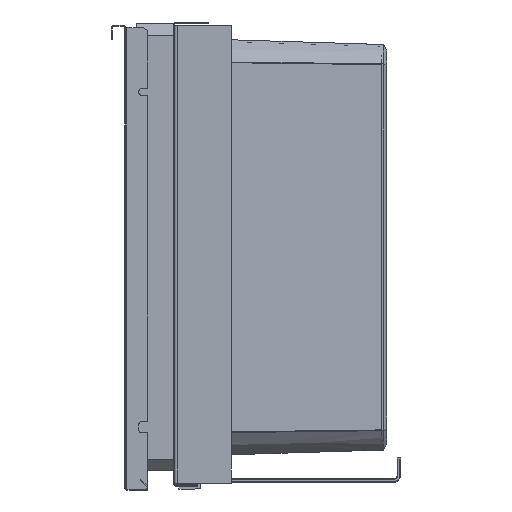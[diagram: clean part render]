
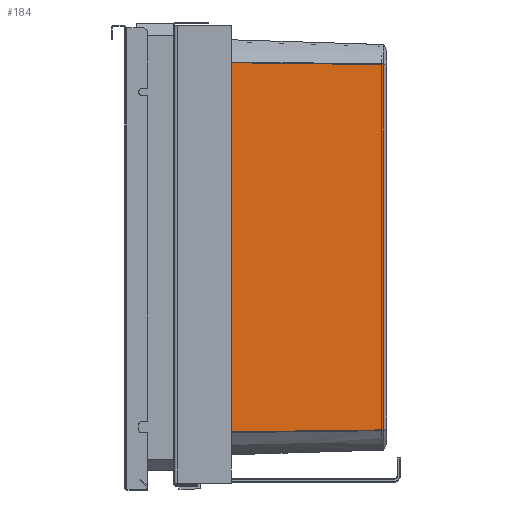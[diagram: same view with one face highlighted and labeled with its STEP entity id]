
A CAD part, left-side view. The second image highlights one B-rep face of the part: STEP entity #184.
In plain terms, the highlighted planar face has unit normal (-1, -0.031, 0).
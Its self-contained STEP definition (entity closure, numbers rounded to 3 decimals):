
#184=ADVANCED_FACE('7144',(#933),#934,.T.);
#933=FACE_OUTER_BOUND('',#2455,.T.);
#934=PLANE('',#2456);
#2455=EDGE_LOOP('',(#4508,#4509,#4510,#4511));
#2456=AXIS2_PLACEMENT_3D('',#4512,#4513,#4514);
#4508=ORIENTED_EDGE('',*,*,#9744,.T.);
#4509=ORIENTED_EDGE('',*,*,#9745,.F.);
#4510=ORIENTED_EDGE('',*,*,#9746,.F.);
#4511=ORIENTED_EDGE('',*,*,#9733,.F.);
#4512=CARTESIAN_POINT('',(-332.214,-75.469,-193.5));
#4513=DIRECTION('',(-1.,-0.031,0.0));
#4514=DIRECTION('',(0.031,-1.,0.0));
#9733=EDGE_CURVE('44420',#11493,#11495,#11496,.T.);
#9744=EDGE_CURVE('44454',#11493,#11512,#11514,.T.);
#9745=EDGE_CURVE('7267',#11329,#11512,#11515,.T.);
#9746=EDGE_CURVE('44455',#11495,#11329,#11516,.T.);
#11329=VERTEX_POINT('',#14032);
#11493=VERTEX_POINT('',#14401);
#11495=VERTEX_POINT('',#14413);
#11496=LINE('',#14414,#14415);
#11512=VERTEX_POINT('',#14475);
#11514=B_SPLINE_CURVE_WITH_KNOTS('',3,(#14477,#14478,#14479,#14480,#14481,#14482),.UNSPECIFIED.,.F.,.F.,(4,1,1,4),(0.0,0.333,0.667,1.),.UNSPECIFIED.);
#11515=LINE('',#14483,#14484);
#11516=B_SPLINE_CURVE_WITH_KNOTS('',3,(#14485,#14486,#14487,#14488,#14489,#14490),.UNSPECIFIED.,.F.,.F.,(4,1,1,4),(0.0,0.333,0.667,1.0),.UNSPECIFIED.);
#14032=CARTESIAN_POINT('',(-328.945,-180.329,-35.948));
#14401=CARTESIAN_POINT('',(-334.566,0.0,-353.257));
#14413=CARTESIAN_POINT('',(-334.566,0.0,-33.742));
#14414=CARTESIAN_POINT('',(-334.566,0.0,-353.257));
#14415=VECTOR('',#18764,319.515);
#14475=CARTESIAN_POINT('',(-328.945,-180.328,-351.053));
#14477=CARTESIAN_POINT('',(-334.566,0.0,-353.257));
#14478=CARTESIAN_POINT('',(-333.925,-20.575,-353.005));
#14479=CARTESIAN_POINT('',(-332.653,-61.366,-352.505));
#14480=CARTESIAN_POINT('',(-330.779,-121.496,-351.769));
#14481=CARTESIAN_POINT('',(-329.553,-160.84,-351.289));
#14482=CARTESIAN_POINT('',(-328.945,-180.328,-351.052));
#14483=CARTESIAN_POINT('',(-328.945,-180.329,-35.948));
#14484=VECTOR('',#18772,315.104);
#14485=CARTESIAN_POINT('',(-334.566,0.0,-33.742));
#14486=CARTESIAN_POINT('',(-333.925,-20.575,-33.995));
#14487=CARTESIAN_POINT('',(-332.653,-61.365,-34.495));
#14488=CARTESIAN_POINT('',(-330.779,-121.496,-35.23));
#14489=CARTESIAN_POINT('',(-329.553,-160.84,-35.711));
#14490=CARTESIAN_POINT('',(-328.945,-180.329,-35.948));
#18764=DIRECTION('',(0.0,0.0,1.0));
#18772=DIRECTION('',(0.,0.,-1.0));
